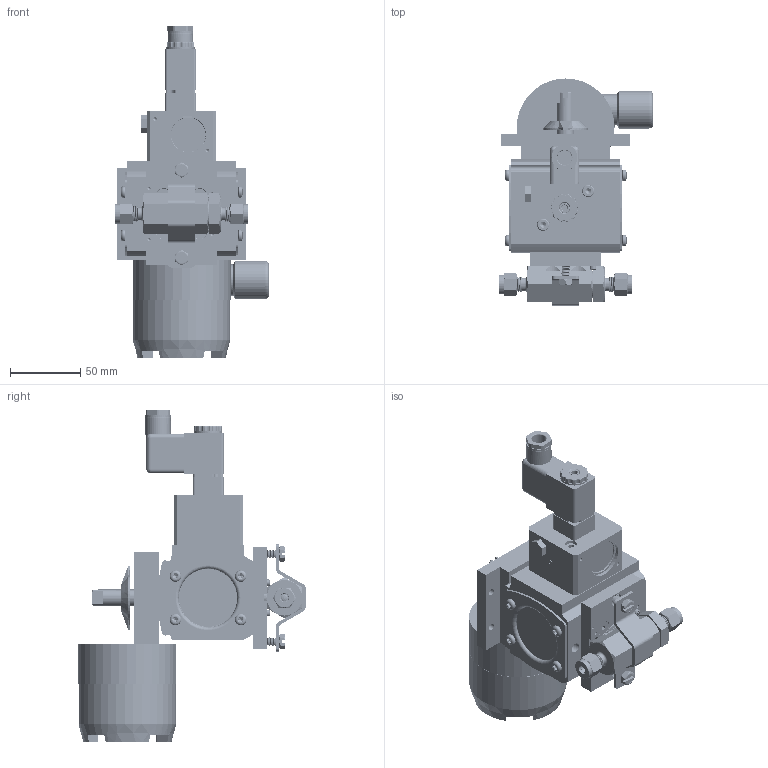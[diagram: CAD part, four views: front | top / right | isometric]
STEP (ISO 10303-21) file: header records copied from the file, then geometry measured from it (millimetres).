
FILE_DESCRIPTION (( 'STEP AP203' ), '1' );
FILE_NAME ('8204XXC4A512D4GPDSLS.step', '2018-08-30T11:41:08', ( '' ), ( '' ), 'SwSTEP 2.0', 'SolidWorks 2018', '' );
FILE_SCHEMA (( 'CONFIG_CONTROL_DESIGN' ));
Products named in the file (1): 8204XXC4A512D4GPDSLS
Bounding box: 109.22 x 161.26 x 235.74 mm (x, y, z)
Volume: 619741.1 mm3; surface area: 233038 mm2
Topology: 62 solids, 62 shells, 4695 faces, 12132 edges, 7524 vertices
Faces by surface type: cylinder 1990, cone 1398, plane 884, bspline 227, torus 186, sphere 10
Entity records: 224611 total; most frequent: CARTESIAN_POINT 114560, ORIENTED_EDGE 23864, DIRECTION 22962, EDGE_CURVE 11932, AXIS2_PLACEMENT_3D 9159, VERTEX_POINT 7520, EDGE_LOOP 5020, ADVANCED_FACE 4695
